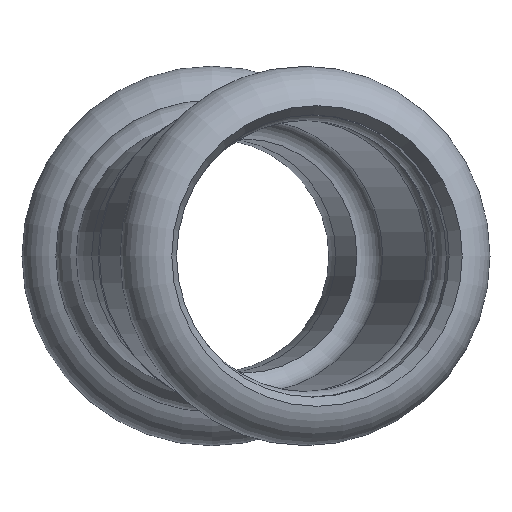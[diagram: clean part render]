
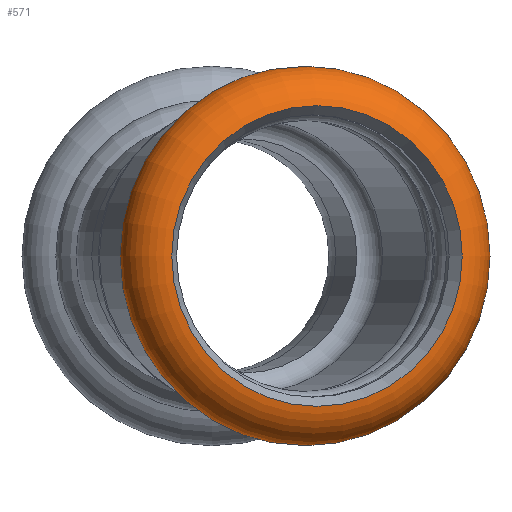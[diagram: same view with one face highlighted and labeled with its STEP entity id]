
A CAD part, left-side view. The second image highlights one B-rep face of the part: STEP entity #571.
In plain terms, the highlighted toroidal (fillet/blend) face has major radius 11.631 mm and minor radius 3.772 mm.
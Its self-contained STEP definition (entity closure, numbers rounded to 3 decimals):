
#57=FACE_OUTER_BOUND('',#83,.T.);
#83=EDGE_LOOP('',(#363,#364,#365,#366,#367,#368,#369,#370));
#109=CIRCLE('',#618,12.2);
#110=CIRCLE('',#619,3.772);
#111=CIRCLE('',#620,12.65);
#112=CIRCLE('',#621,12.65);
#113=CIRCLE('',#622,12.65);
#114=CIRCLE('',#623,12.2);
#115=CIRCLE('',#624,12.2);
#193=VERTEX_POINT('',#965);
#194=VERTEX_POINT('',#966);
#195=VERTEX_POINT('',#968);
#196=VERTEX_POINT('',#970);
#197=VERTEX_POINT('',#972);
#198=VERTEX_POINT('',#975);
#265=EDGE_CURVE('',#193,#194,#109,.T.);
#266=EDGE_CURVE('',#194,#195,#110,.T.);
#267=EDGE_CURVE('',#196,#195,#111,.T.);
#268=EDGE_CURVE('',#197,#196,#112,.T.);
#269=EDGE_CURVE('',#195,#197,#113,.T.);
#270=EDGE_CURVE('',#194,#198,#114,.T.);
#271=EDGE_CURVE('',#198,#193,#115,.T.);
#363=ORIENTED_EDGE('',*,*,#265,.T.);
#364=ORIENTED_EDGE('',*,*,#266,.T.);
#365=ORIENTED_EDGE('',*,*,#267,.F.);
#366=ORIENTED_EDGE('',*,*,#268,.F.);
#367=ORIENTED_EDGE('',*,*,#269,.F.);
#368=ORIENTED_EDGE('',*,*,#266,.F.);
#369=ORIENTED_EDGE('',*,*,#270,.T.);
#370=ORIENTED_EDGE('',*,*,#271,.T.);
#559=TOROIDAL_SURFACE('',#617,11.631,3.772);
#571=ADVANCED_FACE('',(#57),#559,.T.);
#617=AXIS2_PLACEMENT_3D('',#964,#729,#730);
#618=AXIS2_PLACEMENT_3D('',#967,#731,#732);
#619=AXIS2_PLACEMENT_3D('',#969,#733,#734);
#620=AXIS2_PLACEMENT_3D('',#971,#735,#736);
#621=AXIS2_PLACEMENT_3D('',#973,#737,#738);
#622=AXIS2_PLACEMENT_3D('',#974,#739,#740);
#623=AXIS2_PLACEMENT_3D('',#976,#741,#742);
#624=AXIS2_PLACEMENT_3D('',#977,#743,#744);
#729=DIRECTION('center_axis',(-0.966,-0.259,0.));
#730=DIRECTION('ref_axis',(0.,0.,-1.));
#731=DIRECTION('center_axis',(0.966,0.259,0.));
#732=DIRECTION('ref_axis',(-0.259,0.966,0.));
#733=DIRECTION('center_axis',(-0.259,0.966,0.));
#734=DIRECTION('ref_axis',(0.,0.,1.));
#735=DIRECTION('center_axis',(0.966,0.259,0.));
#736=DIRECTION('ref_axis',(-0.259,0.966,0.));
#737=DIRECTION('center_axis',(0.966,0.259,0.));
#738=DIRECTION('ref_axis',(-0.259,0.966,0.));
#739=DIRECTION('center_axis',(0.966,0.259,0.));
#740=DIRECTION('ref_axis',(-0.259,0.966,0.));
#741=DIRECTION('center_axis',(0.966,0.259,0.));
#742=DIRECTION('ref_axis',(-0.259,0.966,0.));
#743=DIRECTION('center_axis',(0.966,0.259,0.));
#744=DIRECTION('ref_axis',(-0.259,0.966,0.));
#964=CARTESIAN_POINT('Origin',(-61.273,-7.576,0.));
#965=CARTESIAN_POINT('',(-68.033,3.243,0.));
#966=CARTESIAN_POINT('',(-64.876,-8.541,12.2));
#967=CARTESIAN_POINT('Origin',(-64.876,-8.541,0.));
#968=CARTESIAN_POINT('',(-57.765,-6.636,12.65));
#969=CARTESIAN_POINT('Origin',(-61.273,-7.576,11.631));
#970=CARTESIAN_POINT('',(-61.039,5.583,0.));
#971=CARTESIAN_POINT('Origin',(-57.765,-6.636,0.));
#972=CARTESIAN_POINT('',(-54.491,-18.855,0.));
#973=CARTESIAN_POINT('Origin',(-57.765,-6.636,0.));
#974=CARTESIAN_POINT('Origin',(-57.765,-6.636,0.));
#975=CARTESIAN_POINT('',(-61.718,-20.325,0.));
#976=CARTESIAN_POINT('Origin',(-64.876,-8.541,0.));
#977=CARTESIAN_POINT('Origin',(-64.876,-8.541,0.));
